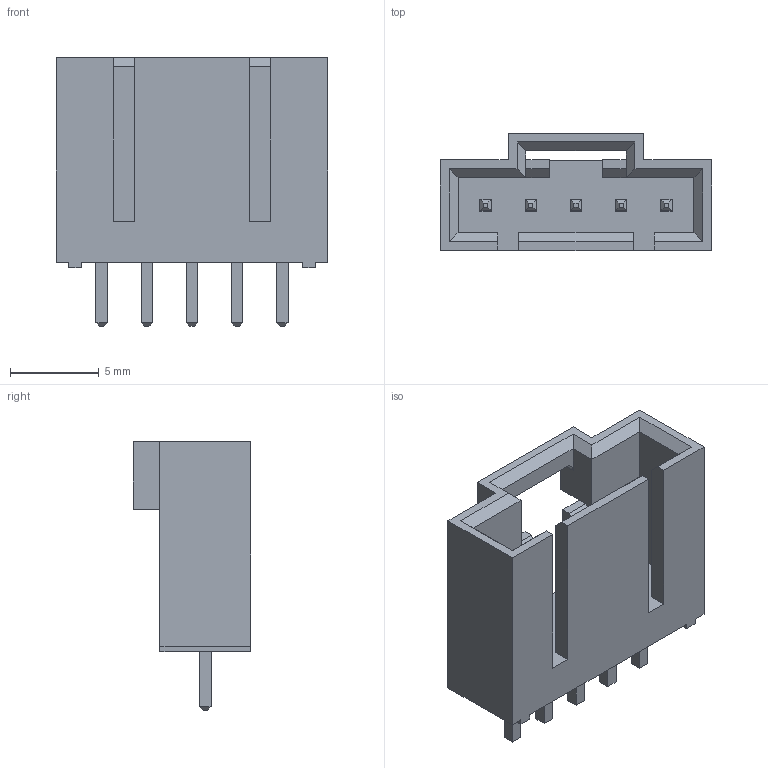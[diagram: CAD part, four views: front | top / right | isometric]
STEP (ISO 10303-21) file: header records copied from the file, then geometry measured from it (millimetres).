
FILE_DESCRIPTION (( 'STEP AP214' ), '1' );
FILE_NAME ('MX2.54-5.STEP', '2020-11-10T10:29:58', ( 'Elessar' ), ( '' ), 'SwSTEP 2.0', 'SolidWorks 2018', '' );
FILE_SCHEMA (( 'AUTOMOTIVE_DESIGN' ));
Length unit declared in the file: millimetre
Products named in the file (1): MX2.54-5
Bounding box: 15.25 x 6.6 x 15.1 mm (x, y, z)
Volume: 493.1 mm3; surface area: 1027 mm2
Topology: 1 solids, 1 shells, 144 faces, 352 edges, 218 vertices
Faces by surface type: plane 142, cylinder 2
Entity records: 5108 total; most frequent: CARTESIAN_POINT 715, ORIENTED_EDGE 704, DIRECTION 646, EDGE_CURVE 352, VECTOR 348, LINE 348, VERTEX_POINT 218, EDGE_LOOP 154
